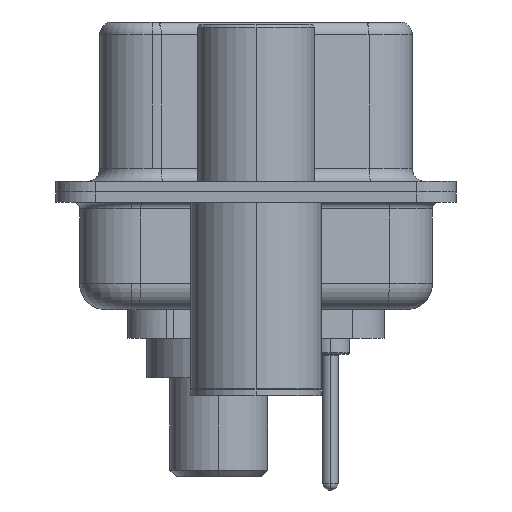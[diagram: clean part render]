
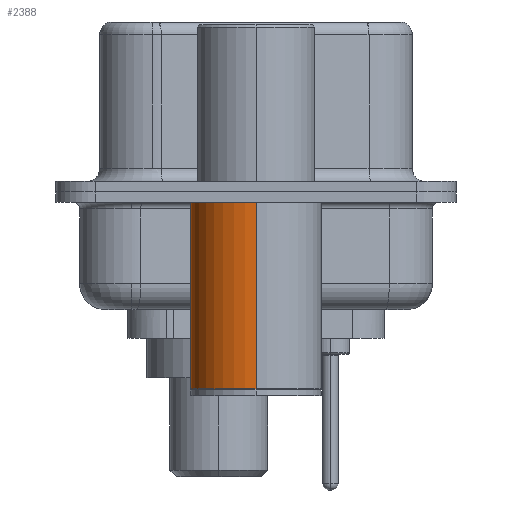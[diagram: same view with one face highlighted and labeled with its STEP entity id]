
A CAD part, left-side view. The second image highlights one B-rep face of the part: STEP entity #2388.
In plain terms, the highlighted cylindrical face has radius 2.5 mm (diameter 5 mm), a partial arc.
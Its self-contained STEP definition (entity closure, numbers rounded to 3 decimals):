
#279 = EDGE_LOOP ( 'NONE', ( #13930, #17837, #9991, #3138 ) ) ;
#373 = VERTEX_POINT ( 'NONE', #20512 ) ;
#1603 = CARTESIAN_POINT ( 'NONE',  ( -2.5, 0., -0.4 ) ) ;
#2388 = ADVANCED_FACE ( 'NONE', ( #3019 ), #7208, .T. ) ;
#2912 = EDGE_CURVE ( 'NONE', #6167, #19457, #7743, .T. ) ;
#3019 = FACE_OUTER_BOUND ( 'NONE', #279, .T. ) ;
#3138 = ORIENTED_EDGE ( 'NONE', *, *, #12841, .F. ) ;
#3874 = CARTESIAN_POINT ( 'NONE',  ( 2.5, 0., -7.525 ) ) ;
#6167 = VERTEX_POINT ( 'NONE', #8949 ) ;
#6864 = AXIS2_PLACEMENT_3D ( 'NONE', #8947, #21433, #10742 ) ;
#7208 = CYLINDRICAL_SURFACE ( 'NONE', #14605, 2.5 ) ;
#7572 = CARTESIAN_POINT ( 'NONE',  ( 2.5, 0., 0.581 ) ) ;
#7743 = LINE ( 'NONE', #18193, #22521 ) ;
#8378 = CIRCLE ( 'NONE', #11016, 2.5 ) ;
#8437 = CIRCLE ( 'NONE', #6864, 2.5 ) ;
#8947 = CARTESIAN_POINT ( 'NONE',  ( 0., 0., -7.525 ) ) ;
#8949 = CARTESIAN_POINT ( 'NONE',  ( -2.5, 0., -7.525 ) ) ;
#9389 = CARTESIAN_POINT ( 'NONE',  ( 0., 0., -0.4 ) ) ;
#9991 = ORIENTED_EDGE ( 'NONE', *, *, #15484, .F. ) ;
#10408 = VECTOR ( 'NONE', #14737, 1000. ) ;
#10742 = DIRECTION ( 'NONE',  ( 1., 0., 0. ) ) ;
#10965 = LINE ( 'NONE', #7572, #10408 ) ;
#11016 = AXIS2_PLACEMENT_3D ( 'NONE', #9389, #21857, #11175 ) ;
#11175 = DIRECTION ( 'NONE',  ( 1., 0., 0. ) ) ;
#11261 = DIRECTION ( 'NONE',  ( 1., 0., 0. ) ) ;
#11472 = DIRECTION ( 'NONE',  ( 0., 0., 1. ) ) ;
#12841 = EDGE_CURVE ( 'NONE', #16724, #373, #10965, .T. ) ;
#13263 = EDGE_CURVE ( 'NONE', #16724, #6167, #8437, .T. ) ;
#13930 = ORIENTED_EDGE ( 'NONE', *, *, #13263, .T. ) ;
#14605 = AXIS2_PLACEMENT_3D ( 'NONE', #17442, #11472, #11261 ) ;
#14737 = DIRECTION ( 'NONE',  ( 0., 0., 1. ) ) ;
#15484 = EDGE_CURVE ( 'NONE', #373, #19457, #8378, .T. ) ;
#16724 = VERTEX_POINT ( 'NONE', #3874 ) ;
#17303 = DIRECTION ( 'NONE',  ( 0., 0., 1. ) ) ;
#17442 = CARTESIAN_POINT ( 'NONE',  ( 0., 0., 0.581 ) ) ;
#17837 = ORIENTED_EDGE ( 'NONE', *, *, #2912, .T. ) ;
#18193 = CARTESIAN_POINT ( 'NONE',  ( -2.5, 0., 0.581 ) ) ;
#19457 = VERTEX_POINT ( 'NONE', #1603 ) ;
#20512 = CARTESIAN_POINT ( 'NONE',  ( 2.5, 0., -0.4 ) ) ;
#21433 = DIRECTION ( 'NONE',  ( 0., 0., 1. ) ) ;
#21857 = DIRECTION ( 'NONE',  ( 0., 0., 1. ) ) ;
#22521 = VECTOR ( 'NONE', #17303, 1000. ) ;
